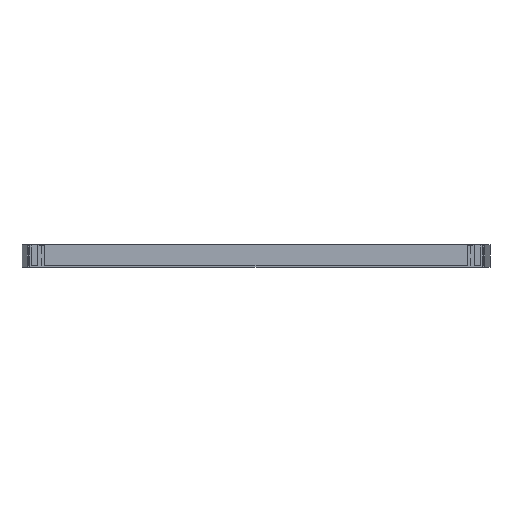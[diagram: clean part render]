
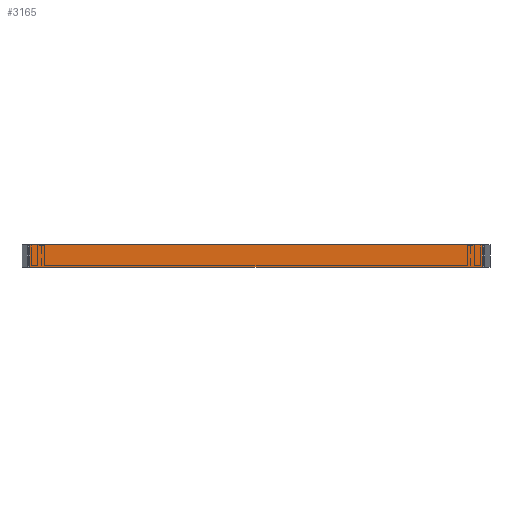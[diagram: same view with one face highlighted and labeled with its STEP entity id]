
A CAD part, left-side view. The second image highlights one B-rep face of the part: STEP entity #3165.
In plain terms, the highlighted planar face has unit normal (-1, 0, 0).
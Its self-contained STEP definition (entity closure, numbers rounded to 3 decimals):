
#638 = EDGE_CURVE ( 'NONE', #6675, #5493, #5353, .T. ) ;
#995 = DIRECTION ( 'NONE',  ( 0., 0., -1. ) ) ;
#1154 = CARTESIAN_POINT ( 'NONE',  ( -280.9, -381.6, 0. ) ) ;
#1261 = VERTEX_POINT ( 'NONE', #1154 ) ;
#1315 = DIRECTION ( 'NONE',  ( 0., -1., 0. ) ) ;
#1603 = DIRECTION ( 'NONE',  ( 0., 0., 1. ) ) ;
#1875 = FACE_OUTER_BOUND ( 'NONE', #6850, .T. ) ;
#2109 = CARTESIAN_POINT ( 'NONE',  ( -280.9, 381.6, 0. ) ) ;
#2119 = ORIENTED_EDGE ( 'NONE', *, *, #6371, .T. ) ;
#2140 = ORIENTED_EDGE ( 'NONE', *, *, #5802, .T. ) ;
#2199 = VECTOR ( 'NONE', #1315, 1000. ) ;
#2552 = CARTESIAN_POINT ( 'NONE',  ( -280.9, 381.6, 37.3 ) ) ;
#2962 = VECTOR ( 'NONE', #6176, 1000. ) ;
#3153 = EDGE_CURVE ( 'NONE', #6953, #1261, #5230, .T. ) ;
#3165 = ADVANCED_FACE ( 'NONE', ( #1875 ), #3183, .T. ) ;
#3183 = PLANE ( 'NONE',  #6035 ) ;
#3280 = CARTESIAN_POINT ( 'NONE',  ( -280.9, 381.6, 0. ) ) ;
#3393 = CARTESIAN_POINT ( 'NONE',  ( -280.9, 381.6, 0. ) ) ;
#3435 = VECTOR ( 'NONE', #6485, 1000. ) ;
#3728 = VECTOR ( 'NONE', #995, 1000. ) ;
#3790 = CARTESIAN_POINT ( 'NONE',  ( -280.9, 381.6, 37.3 ) ) ;
#4653 = CARTESIAN_POINT ( 'NONE',  ( -280.9, 0., 0. ) ) ;
#4905 = CARTESIAN_POINT ( 'NONE',  ( -280.9, -381.6, 0. ) ) ;
#4946 = LINE ( 'NONE', #4653, #2199 ) ;
#5230 = LINE ( 'NONE', #4905, #3728 ) ;
#5353 = LINE ( 'NONE', #3393, #2962 ) ;
#5401 = CARTESIAN_POINT ( 'NONE',  ( -280.9, -381.6, 37.3 ) ) ;
#5493 = VERTEX_POINT ( 'NONE', #3280 ) ;
#5515 = ORIENTED_EDGE ( 'NONE', *, *, #3153, .F. ) ;
#5617 = LINE ( 'NONE', #2552, #3435 ) ;
#5802 = EDGE_CURVE ( 'NONE', #5493, #1261, #4946, .T. ) ;
#6035 = AXIS2_PLACEMENT_3D ( 'NONE', #2109, #6567, #1603 ) ;
#6176 = DIRECTION ( 'NONE',  ( 0., 0., -1. ) ) ;
#6371 = EDGE_CURVE ( 'NONE', #6953, #6675, #5617, .T. ) ;
#6485 = DIRECTION ( 'NONE',  ( 0., 1., 0. ) ) ;
#6567 = DIRECTION ( 'NONE',  ( -1., 0., 0. ) ) ;
#6675 = VERTEX_POINT ( 'NONE', #3790 ) ;
#6850 = EDGE_LOOP ( 'NONE', ( #6854, #2140, #5515, #2119 ) ) ;
#6854 = ORIENTED_EDGE ( 'NONE', *, *, #638, .T. ) ;
#6953 = VERTEX_POINT ( 'NONE', #5401 ) ;
